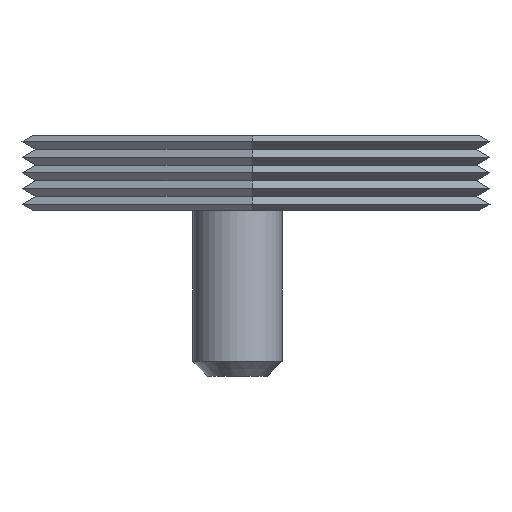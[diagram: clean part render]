
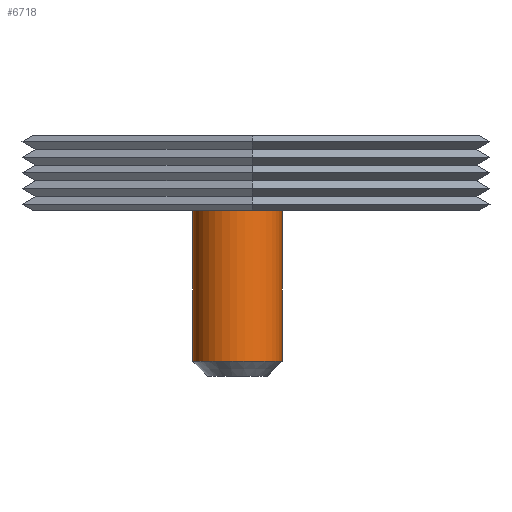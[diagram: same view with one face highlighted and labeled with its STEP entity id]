
A CAD part, front view. The second image highlights one B-rep face of the part: STEP entity #6718.
In plain terms, the highlighted cylindrical face has radius 6 mm (diameter 12 mm), a partial arc.
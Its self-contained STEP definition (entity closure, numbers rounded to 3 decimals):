
#191 = DIRECTION ( 'NONE',  ( 1., 0., 0. ) ) ;
#719 = CIRCLE ( 'NONE', #8849, 6. ) ;
#864 = CARTESIAN_POINT ( 'NONE',  ( -6., 0., 0. ) ) ;
#1175 = CIRCLE ( 'NONE', #8668, 6. ) ;
#1401 = LINE ( 'NONE', #7537, #12797 ) ;
#1527 = DIRECTION ( 'NONE',  ( 0., 0., 1. ) ) ;
#1927 = DIRECTION ( 'NONE',  ( 0., 0., -1. ) ) ;
#2144 = DIRECTION ( 'NONE',  ( 0., 0., 1. ) ) ;
#2253 = VERTEX_POINT ( 'NONE', #9824 ) ;
#2386 = CARTESIAN_POINT ( 'NONE',  ( 6., 0., -25. ) ) ;
#3424 = DIRECTION ( 'NONE',  ( 0., 0., 1. ) ) ;
#3593 = CARTESIAN_POINT ( 'NONE',  ( 0., 0., -23. ) ) ;
#4501 = EDGE_CURVE ( 'NONE', #4742, #2253, #719, .T. ) ;
#4742 = VERTEX_POINT ( 'NONE', #5974 ) ;
#4853 = EDGE_CURVE ( 'NONE', #4742, #9077, #1401, .T. ) ;
#4998 = CARTESIAN_POINT ( 'NONE',  ( 0., 0., 0. ) ) ;
#5782 = ORIENTED_EDGE ( 'NONE', *, *, #4853, .F. ) ;
#5922 = ORIENTED_EDGE ( 'NONE', *, *, #7731, .T. ) ;
#5974 = CARTESIAN_POINT ( 'NONE',  ( -6., 0., -23. ) ) ;
#6710 = FACE_OUTER_BOUND ( 'NONE', #10295, .T. ) ;
#6718 = ADVANCED_FACE ( 'NONE', ( #6710 ), #11012, .T. ) ;
#7522 = DIRECTION ( 'NONE',  ( -1., 0., 0. ) ) ;
#7537 = CARTESIAN_POINT ( 'NONE',  ( -6., 0., -25. ) ) ;
#7637 = VERTEX_POINT ( 'NONE', #10432 ) ;
#7731 = EDGE_CURVE ( 'NONE', #7637, #9077, #1175, .T. ) ;
#8517 = ORIENTED_EDGE ( 'NONE', *, *, #4501, .T. ) ;
#8668 = AXIS2_PLACEMENT_3D ( 'NONE', #4998, #1927, #12883 ) ;
#8849 = AXIS2_PLACEMENT_3D ( 'NONE', #3593, #11611, #7522 ) ;
#8853 = CARTESIAN_POINT ( 'NONE',  ( 0., 0., -25. ) ) ;
#9077 = VERTEX_POINT ( 'NONE', #864 ) ;
#9181 = LINE ( 'NONE', #2386, #11810 ) ;
#9824 = CARTESIAN_POINT ( 'NONE',  ( 6., 0., -23. ) ) ;
#9924 = AXIS2_PLACEMENT_3D ( 'NONE', #8853, #2144, #191 ) ;
#10295 = EDGE_LOOP ( 'NONE', ( #5782, #8517, #11777, #5922 ) ) ;
#10432 = CARTESIAN_POINT ( 'NONE',  ( 6., 0., 0. ) ) ;
#11012 = CYLINDRICAL_SURFACE ( 'NONE', #9924, 6. ) ;
#11611 = DIRECTION ( 'NONE',  ( 0., 0., 1. ) ) ;
#11773 = EDGE_CURVE ( 'NONE', #2253, #7637, #9181, .T. ) ;
#11777 = ORIENTED_EDGE ( 'NONE', *, *, #11773, .T. ) ;
#11810 = VECTOR ( 'NONE', #3424, 1000. ) ;
#12797 = VECTOR ( 'NONE', #1527, 1000. ) ;
#12883 = DIRECTION ( 'NONE',  ( 1., 0., 0. ) ) ;
